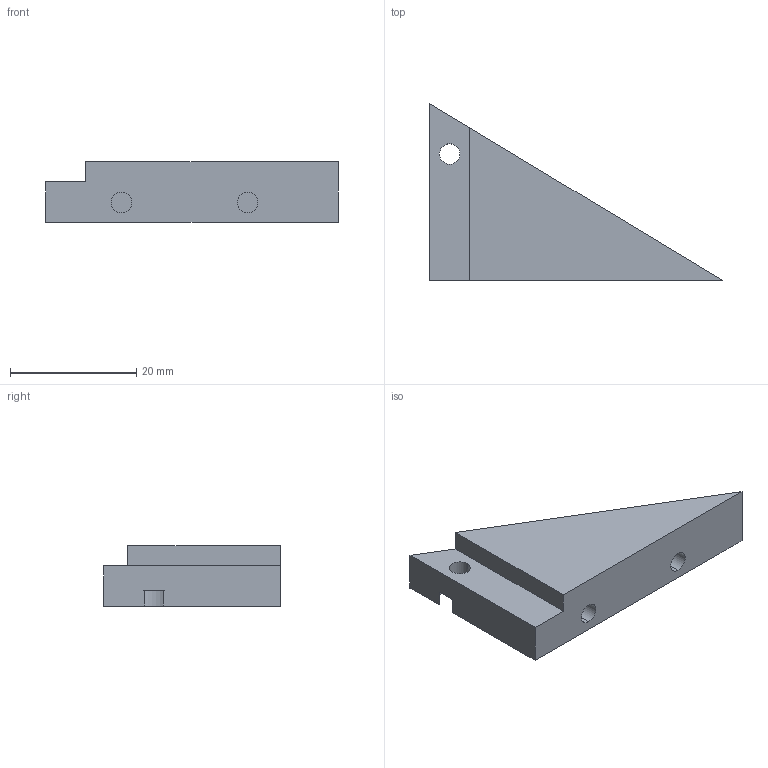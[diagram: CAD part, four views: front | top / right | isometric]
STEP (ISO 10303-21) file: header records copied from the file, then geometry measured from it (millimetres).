
FILE_DESCRIPTION (( 'STEP AP214' ), '1' );
FILE_NAME ('gusset_R_181126.STEP', '2018-11-27T00:49:32', ( '' ), ( '' ), 'SwSTEP 2.0', 'SolidWorks 2018', '' );
FILE_SCHEMA (( 'AUTOMOTIVE_DESIGN' ));
Length unit declared in the file: millimetre
Products named in the file (1): gusset_R_181126
Bounding box: 46.35 x 28 x 9.53 mm (x, y, z)
Volume: 5253.6 mm3; surface area: 2799.3 mm2
Topology: 1 solids, 1 shells, 31 faces, 75 edges, 50 vertices
Faces by surface type: plane 20, cylinder 11
Entity records: 957 total; most frequent: DIRECTION 161, CARTESIAN_POINT 157, ORIENTED_EDGE 150, EDGE_CURVE 75, AXIS2_PLACEMENT_3D 54, LINE 53, VECTOR 53, VERTEX_POINT 50
